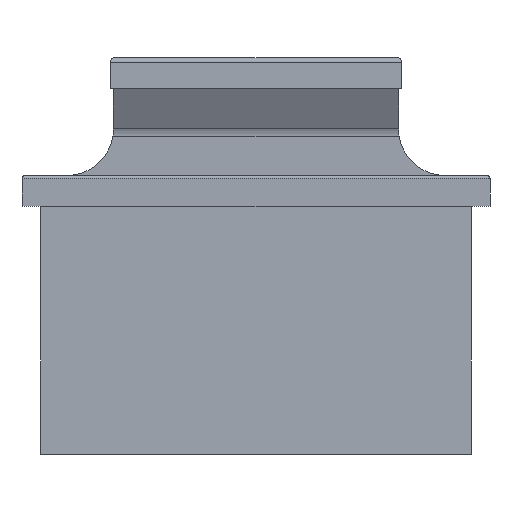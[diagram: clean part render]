
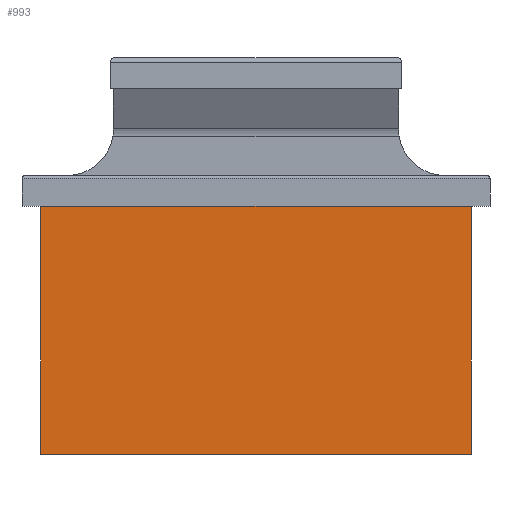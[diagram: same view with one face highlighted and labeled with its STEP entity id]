
A CAD part, front view. The second image highlights one B-rep face of the part: STEP entity #993.
In plain terms, the highlighted planar face has unit normal (0, -1, 0).
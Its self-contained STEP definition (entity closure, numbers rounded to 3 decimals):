
#234=ORIENTED_EDGE('',*,*,#359,.F.);
#235=ORIENTED_EDGE('',*,*,#433,.F.);
#236=ORIENTED_EDGE('',*,*,#346,.T.);
#237=ORIENTED_EDGE('',*,*,#434,.T.);
#346=EDGE_CURVE('',#479,#483,#572,.T.);
#359=EDGE_CURVE('',#496,#497,#585,.T.);
#433=EDGE_CURVE('',#479,#496,#639,.T.);
#434=EDGE_CURVE('',#483,#497,#640,.T.);
#479=VERTEX_POINT('',#1397);
#483=VERTEX_POINT('',#1406);
#496=VERTEX_POINT('',#1433);
#497=VERTEX_POINT('',#1435);
#572=LINE('',#1407,#690);
#585=LINE('',#1434,#703);
#639=LINE('',#1594,#757);
#640=LINE('',#1596,#758);
#690=VECTOR('',#1126,1000.);
#703=VECTOR('',#1141,1000.);
#757=VECTOR('',#1289,1000.);
#758=VECTOR('',#1292,1000.);
#829=EDGE_LOOP('',(#234,#235,#236,#237));
#891=FACE_BOUND('',#829,.T.);
#936=PLANE('',#1079);
#993=ADVANCED_FACE('',(#891),#936,.T.);
#1079=AXIS2_PLACEMENT_3D('',#1595,#1290,#1291);
#1126=DIRECTION('',(1.,0.,0.));
#1141=DIRECTION('',(1.,0.,0.));
#1289=DIRECTION('',(0.,0.,1.));
#1290=DIRECTION('',(0.,-1.,0.));
#1291=DIRECTION('',(1.,0.,0.));
#1292=DIRECTION('',(0.,0.,1.));
#1397=CARTESIAN_POINT('',(-6.95,-2.2,-11.8));
#1406=CARTESIAN_POINT('',(6.95,-2.2,-11.8));
#1407=CARTESIAN_POINT('',(-6.95,-2.2,-11.8));
#1433=CARTESIAN_POINT('',(-6.95,-2.2,-3.8));
#1434=CARTESIAN_POINT('',(-6.95,-2.2,-3.8));
#1435=CARTESIAN_POINT('',(6.95,-2.2,-3.8));
#1594=CARTESIAN_POINT('',(-6.95,-2.2,-11.8));
#1595=CARTESIAN_POINT('',(-6.95,-2.2,-11.8));
#1596=CARTESIAN_POINT('',(6.95,-2.2,-11.8));
